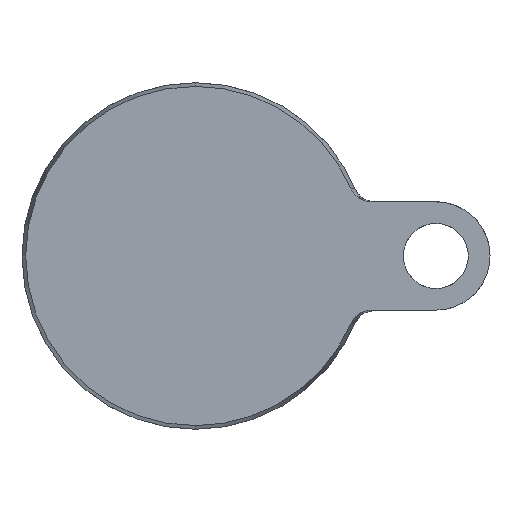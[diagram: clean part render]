
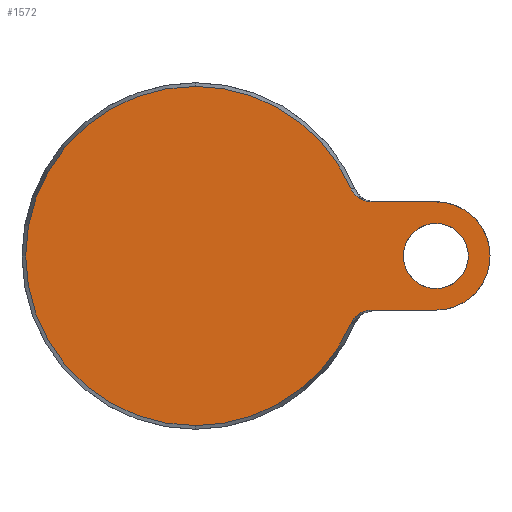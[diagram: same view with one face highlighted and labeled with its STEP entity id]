
A CAD part, front view. The second image highlights one B-rep face of the part: STEP entity #1572.
In plain terms, the highlighted planar face has unit normal (0, -1, 0).
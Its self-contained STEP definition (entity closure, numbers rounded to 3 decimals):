
#15 = DIRECTION ( 'NONE',  ( 0., 1., 0. ) ) ;
#34 = B_SPLINE_CURVE_WITH_KNOTS ( 'NONE', 3,
 ( #958, #423, #1328, #561, #184, #800, #1081, #691, #702, #1303, #1062, #817, #39, #1175 ),
 .UNSPECIFIED., .F., .F.,
 ( 4, 2, 2, 2, 2, 2, 4 ),
 ( 0., 0.001, 0.002, 0.003, 0.004, 0.004, 0.006 ),
 .UNSPECIFIED. ) ;
#37 = VERTEX_POINT ( 'NONE', #997 ) ;
#39 = CARTESIAN_POINT ( 'NONE',  ( 36.124, 0., 15.081 ) ) ;
#69 = EDGE_CURVE ( 'NONE', #1497, #1172, #807, .T. ) ;
#71 = VERTEX_POINT ( 'NONE', #1435 ) ;
#75 = CARTESIAN_POINT ( 'NONE',  ( 37.397, 0., -13.606 ) ) ;
#83 = DIRECTION ( 'NONE',  ( 0., 1., 0. ) ) ;
#96 = EDGE_LOOP ( 'NONE', ( #713, #1391, #1307, #955, #1117, #311, #285, #1035 ) ) ;
#102 = CARTESIAN_POINT ( 'NONE',  ( -39.143, 0., 0. ) ) ;
#110 = CARTESIAN_POINT ( 'NONE',  ( 55.5, 0., 0. ) ) ;
#159 = DIRECTION ( 'NONE',  ( 0., 0., -1. ) ) ;
#161 = AXIS2_PLACEMENT_3D ( 'NONE', #236, #83, #969 ) ;
#176 = CARTESIAN_POINT ( 'NONE',  ( 38.891, 0., -12.781 ) ) ;
#183 = LINE ( 'NONE', #1574, #706 ) ;
#184 = CARTESIAN_POINT ( 'NONE',  ( 38.665, 0., 12.866 ) ) ;
#215 = VERTEX_POINT ( 'NONE', #1198 ) ;
#236 = CARTESIAN_POINT ( 'NONE',  ( 55.5, 0., 0. ) ) ;
#262 = VERTEX_POINT ( 'NONE', #1233 ) ;
#264 = DIRECTION ( 'NONE',  ( 0., 1., 0. ) ) ;
#265 = AXIS2_PLACEMENT_3D ( 'NONE', #972, #1346, #753 ) ;
#285 = ORIENTED_EDGE ( 'NONE', *, *, #1442, .F. ) ;
#311 = ORIENTED_EDGE ( 'NONE', *, *, #783, .T. ) ;
#325 = LINE ( 'NONE', #1329, #380 ) ;
#340 = VERTEX_POINT ( 'NONE', #1151 ) ;
#357 = EDGE_CURVE ( 'NONE', #1173, #262, #1624, .T. ) ;
#380 = VECTOR ( 'NONE', #703, 1000. ) ;
#381 = AXIS2_PLACEMENT_3D ( 'NONE', #102, #711, #605 ) ;
#392 = CARTESIAN_POINT ( 'NONE',  ( 0., 0., 39.143 ) ) ;
#394 = EDGE_CURVE ( 'NONE', #37, #1266, #1439, .T. ) ;
#398 = CARTESIAN_POINT ( 'NONE',  ( 55.5, 0., 0. ) ) ;
#423 = CARTESIAN_POINT ( 'NONE',  ( 40.085, 0., 12.5 ) ) ;
#442 = CARTESIAN_POINT ( 'NONE',  ( 37.031, 0., -13.929 ) ) ;
#450 = EDGE_CURVE ( 'NONE', #215, #37, #183, .T. ) ;
#451 = CARTESIAN_POINT ( 'NONE',  ( 38., 0., -13.192 ) ) ;
#459 = CARTESIAN_POINT ( 'NONE',  ( 40.085, 0., -12.5 ) ) ;
#502 = FACE_OUTER_BOUND ( 'NONE', #96, .T. ) ;
#561 = CARTESIAN_POINT ( 'NONE',  ( 38.897, 0., 12.778 ) ) ;
#578 = EDGE_LOOP ( 'NONE', ( #926, #1016 ) ) ;
#605 = DIRECTION ( 'NONE',  ( 0., 0., 1. ) ) ;
#612 = DIRECTION ( 'NONE',  ( 0., 0., -1. ) ) ;
#650 = CARTESIAN_POINT ( 'NONE',  ( 55.5, 0., -7.5 ) ) ;
#672 = CARTESIAN_POINT ( 'NONE',  ( 35.928, 0., -15.535 ) ) ;
#675 = CARTESIAN_POINT ( 'NONE',  ( 0., 0., 0. ) ) ;
#691 = CARTESIAN_POINT ( 'NONE',  ( 37.598, 0., 13.453 ) ) ;
#702 = CARTESIAN_POINT ( 'NONE',  ( 37.4, 0., 13.603 ) ) ;
#703 = DIRECTION ( 'NONE',  ( -1., 0., 0. ) ) ;
#706 = VECTOR ( 'NONE', #1192, 1000. ) ;
#711 = DIRECTION ( 'NONE',  ( 0., 1., 0. ) ) ;
#713 = ORIENTED_EDGE ( 'NONE', *, *, #450, .F. ) ;
#731 = AXIS2_PLACEMENT_3D ( 'NONE', #110, #15, #612 ) ;
#753 = DIRECTION ( 'NONE',  ( 0., 0., -1. ) ) ;
#755 = AXIS2_PLACEMENT_3D ( 'NONE', #675, #1024, #159 ) ;
#783 = EDGE_CURVE ( 'NONE', #1041, #71, #1426, .T. ) ;
#785 = EDGE_CURVE ( 'NONE', #215, #1497, #34, .T. ) ;
#800 = CARTESIAN_POINT ( 'NONE',  ( 38.221, 0., 13.07 ) ) ;
#807 = CIRCLE ( 'NONE', #755, 39.143 ) ;
#817 = CARTESIAN_POINT ( 'NONE',  ( 36.388, 0., 14.659 ) ) ;
#926 = ORIENTED_EDGE ( 'NONE', *, *, #357, .T. ) ;
#931 = CIRCLE ( 'NONE', #1430, 39.143 ) ;
#941 = CARTESIAN_POINT ( 'NONE',  ( 38.663, 0., -12.866 ) ) ;
#955 = ORIENTED_EDGE ( 'NONE', *, *, #1518, .T. ) ;
#958 = CARTESIAN_POINT ( 'NONE',  ( 40.579, 0., 12.5 ) ) ;
#969 = DIRECTION ( 'NONE',  ( 0., 0., 1. ) ) ;
#972 = CARTESIAN_POINT ( 'NONE',  ( 0., 0., 0. ) ) ;
#976 = CARTESIAN_POINT ( 'NONE',  ( 0., 0., 0. ) ) ;
#997 = CARTESIAN_POINT ( 'NONE',  ( 55.5, 0., 12.5 ) ) ;
#1001 = CARTESIAN_POINT ( 'NONE',  ( 35.928, 0., -15.535 ) ) ;
#1016 = ORIENTED_EDGE ( 'NONE', *, *, #1594, .T. ) ;
#1024 = DIRECTION ( 'NONE',  ( 0., -1., 0. ) ) ;
#1035 = ORIENTED_EDGE ( 'NONE', *, *, #394, .F. ) ;
#1041 = VERTEX_POINT ( 'NONE', #1001 ) ;
#1046 = EDGE_CURVE ( 'NONE', #340, #1041, #1591, .T. ) ;
#1047 = CARTESIAN_POINT ( 'NONE',  ( 39.592, 0., -12.572 ) ) ;
#1062 = CARTESIAN_POINT ( 'NONE',  ( 36.861, 0., 14.101 ) ) ;
#1081 = CARTESIAN_POINT ( 'NONE',  ( 38.008, 0., 13.187 ) ) ;
#1117 = ORIENTED_EDGE ( 'NONE', *, *, #1046, .T. ) ;
#1149 = AXIS2_PLACEMENT_3D ( 'NONE', #398, #264, #1494 ) ;
#1151 = CARTESIAN_POINT ( 'NONE',  ( 0., 0., -39.143 ) ) ;
#1168 = CARTESIAN_POINT ( 'NONE',  ( 37.591, 0., -13.458 ) ) ;
#1172 = VERTEX_POINT ( 'NONE', #392 ) ;
#1173 = VERTEX_POINT ( 'NONE', #650 ) ;
#1175 = CARTESIAN_POINT ( 'NONE',  ( 35.928, 0., 15.535 ) ) ;
#1192 = DIRECTION ( 'NONE',  ( 1., 0., 0. ) ) ;
#1198 = CARTESIAN_POINT ( 'NONE',  ( 40.579, 0., 12.5 ) ) ;
#1205 = CARTESIAN_POINT ( 'NONE',  ( 40.579, 0., -12.5 ) ) ;
#1233 = CARTESIAN_POINT ( 'NONE',  ( 55.5, 0., 7.5 ) ) ;
#1238 = DIRECTION ( 'NONE',  ( 0., -1., 0. ) ) ;
#1266 = VERTEX_POINT ( 'NONE', #1539 ) ;
#1303 = CARTESIAN_POINT ( 'NONE',  ( 37.032, 0., 13.927 ) ) ;
#1307 = ORIENTED_EDGE ( 'NONE', *, *, #69, .T. ) ;
#1311 = CARTESIAN_POINT ( 'NONE',  ( 36.857, 0., -14.106 ) ) ;
#1328 = CARTESIAN_POINT ( 'NONE',  ( 39.603, 0., 12.57 ) ) ;
#1329 = CARTESIAN_POINT ( 'NONE',  ( 15., 0., -12.5 ) ) ;
#1337 = FACE_BOUND ( 'NONE', #578, .T. ) ;
#1346 = DIRECTION ( 'NONE',  ( 0., -1., 0. ) ) ;
#1372 = PLANE ( 'NONE',  #381 ) ;
#1391 = ORIENTED_EDGE ( 'NONE', *, *, #785, .T. ) ;
#1426 = B_SPLINE_CURVE_WITH_KNOTS ( 'NONE', 3,
 ( #672, #1546, #1555, #1311, #442, #75, #1168, #451, #1443, #941, #176, #1047, #459, #1205 ),
 .UNSPECIFIED., .F., .F.,
 ( 4, 2, 2, 2, 2, 2, 4 ),
 ( 0., 0.001, 0.002, 0.003, 0.004, 0.004, 0.006 ),
 .UNSPECIFIED. ) ;
#1430 = AXIS2_PLACEMENT_3D ( 'NONE', #976, #1238, #1625 ) ;
#1435 = CARTESIAN_POINT ( 'NONE',  ( 40.579, 0., -12.5 ) ) ;
#1439 = CIRCLE ( 'NONE', #731, 12.5 ) ;
#1442 = EDGE_CURVE ( 'NONE', #1266, #71, #325, .T. ) ;
#1443 = CARTESIAN_POINT ( 'NONE',  ( 38.218, 0., -13.072 ) ) ;
#1494 = DIRECTION ( 'NONE',  ( 0., 0., 1. ) ) ;
#1497 = VERTEX_POINT ( 'NONE', #1618 ) ;
#1509 = CIRCLE ( 'NONE', #161, 7.5 ) ;
#1518 = EDGE_CURVE ( 'NONE', #1172, #340, #931, .T. ) ;
#1539 = CARTESIAN_POINT ( 'NONE',  ( 55.5, 0., -12.5 ) ) ;
#1546 = CARTESIAN_POINT ( 'NONE',  ( 36.124, 0., -15.081 ) ) ;
#1555 = CARTESIAN_POINT ( 'NONE',  ( 36.381, 0., -14.668 ) ) ;
#1572 = ADVANCED_FACE ( 'NONE', ( #502, #1337 ), #1372, .F. ) ;
#1574 = CARTESIAN_POINT ( 'NONE',  ( 15., 0., 12.5 ) ) ;
#1591 = CIRCLE ( 'NONE', #265, 39.143 ) ;
#1594 = EDGE_CURVE ( 'NONE', #262, #1173, #1509, .T. ) ;
#1618 = CARTESIAN_POINT ( 'NONE',  ( 35.928, 0., 15.535 ) ) ;
#1624 = CIRCLE ( 'NONE', #1149, 7.5 ) ;
#1625 = DIRECTION ( 'NONE',  ( 0., 0., -1. ) ) ;
